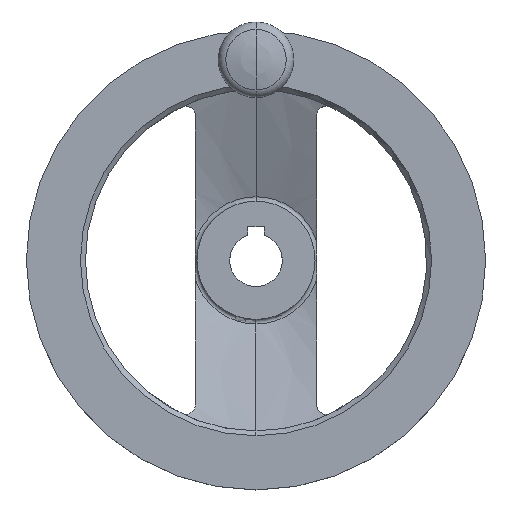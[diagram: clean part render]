
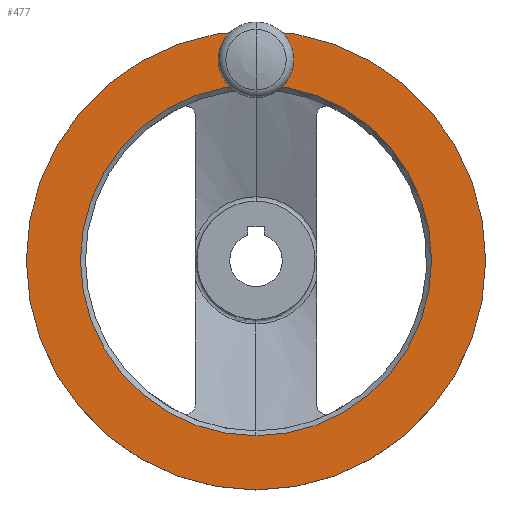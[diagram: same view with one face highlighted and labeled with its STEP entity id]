
A CAD part, top view. The second image highlights one B-rep face of the part: STEP entity #477.
In plain terms, the highlighted planar face has unit normal (0, 0, 1).
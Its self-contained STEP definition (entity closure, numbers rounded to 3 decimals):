
#295=EDGE_CURVE('',#413,#505,#833,.T.);
#413=VERTEX_POINT('',#966);
#477=ADVANCED_FACE('',(#1036,#1037,#1038),#1039,.T.);
#481=VERTEX_POINT('',#1043);
#505=VERTEX_POINT('',#1072);
#533=VERTEX_POINT('',#1102);
#583=EDGE_CURVE('',#667,#533,#1156,.T.);
#591=EDGE_CURVE('',#769,#481,#1164,.T.);
#629=EDGE_CURVE('',#533,#667,#1202,.T.);
#641=EDGE_CURVE('',#505,#413,#1215,.T.);
#667=VERTEX_POINT('',#1244);
#685=EDGE_CURVE('',#481,#769,#1263,.T.);
#769=VERTEX_POINT('',#1360);
#833=CIRCLE('',#1449,53.5);
#966=CARTESIAN_POINT('',(0.,53.5,36.0));
#1036=FACE_BOUND('',#1812,.T.);
#1037=FACE_BOUND('',#1813,.T.);
#1038=FACE_OUTER_BOUND('',#1814,.T.);
#1039=PLANE('',#1815);
#1043=CARTESIAN_POINT('',(0.,67.5,36.0));
#1072=CARTESIAN_POINT('',(0.,-53.5,36.0));
#1102=CARTESIAN_POINT('',(0.,-70.0,36.0));
#1156=CIRCLE('',#2046,70.0);
#1164=CIRCLE('',#2058,6.5);
#1202=CIRCLE('',#2114,70.0);
#1215=CIRCLE('',#2140,53.5);
#1244=CARTESIAN_POINT('',(0.,70.,36.0));
#1263=CIRCLE('',#2239,6.5);
#1360=CARTESIAN_POINT('',(0.,54.5,36.));
#1449=AXIS2_PLACEMENT_3D('',#2481,#2482,#2483);
#1812=EDGE_LOOP('',(#2764,#2765));
#1813=EDGE_LOOP('',(#2766,#2767));
#1814=EDGE_LOOP('',(#2768,#2769));
#1815=AXIS2_PLACEMENT_3D('',#2770,#2771,#2772);
#2046=AXIS2_PLACEMENT_3D('',#2896,#2897,#2898);
#2058=AXIS2_PLACEMENT_3D('',#2908,#2909,#2910);
#2114=AXIS2_PLACEMENT_3D('',#2932,#2933,#2934);
#2140=AXIS2_PLACEMENT_3D('',#2949,#2950,#2951);
#2239=AXIS2_PLACEMENT_3D('',#2999,#3000,#3001);
#2481=CARTESIAN_POINT('',(0.,0.,36.0));
#2482=DIRECTION('',(0.,0.,1.0));
#2483=DIRECTION('',(0.,1.0,0.));
#2764=ORIENTED_EDGE('',*,*,#591,.T.);
#2765=ORIENTED_EDGE('',*,*,#685,.T.);
#2766=ORIENTED_EDGE('',*,*,#295,.F.);
#2767=ORIENTED_EDGE('',*,*,#641,.F.);
#2768=ORIENTED_EDGE('',*,*,#583,.T.);
#2769=ORIENTED_EDGE('',*,*,#629,.T.);
#2770=CARTESIAN_POINT('',(0.,61.75,36.0));
#2771=DIRECTION('',(0.,0.,1.0));
#2772=DIRECTION('',(0.,1.0,0.0));
#2896=CARTESIAN_POINT('',(0.,0.,36.0));
#2897=DIRECTION('',(0.,0.,1.0));
#2898=DIRECTION('',(0.,1.0,0.));
#2908=CARTESIAN_POINT('',(0.,61.,36.0));
#2909=DIRECTION('',(0.,0.,-1.0));
#2910=DIRECTION('',(0.,-1.0,0.));
#2932=CARTESIAN_POINT('',(0.,0.,36.0));
#2933=DIRECTION('',(0.,0.,1.0));
#2934=DIRECTION('',(0.,1.0,0.));
#2949=CARTESIAN_POINT('',(0.,0.,36.0));
#2950=DIRECTION('',(0.,0.,1.0));
#2951=DIRECTION('',(0.,1.0,0.));
#2999=CARTESIAN_POINT('',(0.,61.,36.0));
#3000=DIRECTION('',(0.,0.,-1.0));
#3001=DIRECTION('',(0.,-1.0,0.));
